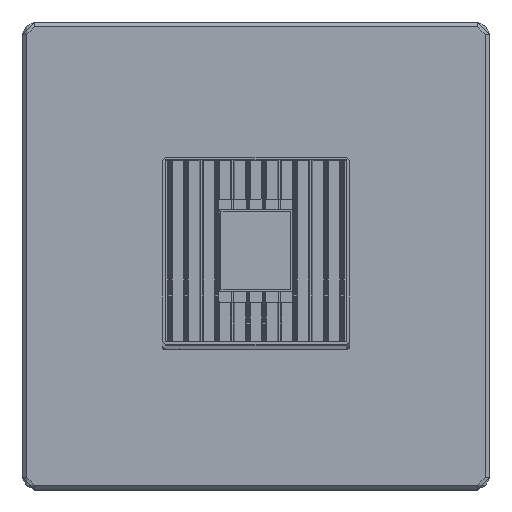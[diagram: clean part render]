
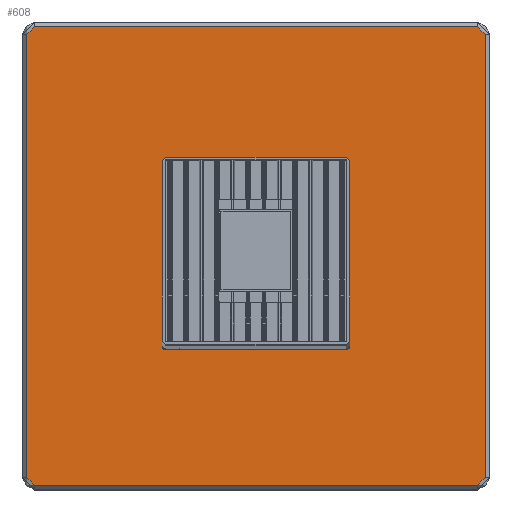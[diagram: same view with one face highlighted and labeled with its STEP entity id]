
A CAD part, top view. The second image highlights one B-rep face of the part: STEP entity #608.
In plain terms, the highlighted planar face has unit normal (0, 0, 1).
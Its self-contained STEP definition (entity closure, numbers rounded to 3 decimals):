
#608=ADVANCED_FACE($,(#1071),#6530,.T.);
#1071=FACE_OUTER_BOUND($,#1560,.T.);
#1560=EDGE_LOOP($,(#4035,#4036,#4037,#4038,#4039,#4040,#4041,#4042));
#4035=ORIENTED_EDGE($,*,*,#5376,.T.);
#4036=ORIENTED_EDGE($,*,*,#5380,.T.);
#4037=ORIENTED_EDGE($,*,*,#5384,.T.);
#4038=ORIENTED_EDGE($,*,*,#5387,.T.);
#4039=ORIENTED_EDGE($,*,*,#5386,.T.);
#4040=ORIENTED_EDGE($,*,*,#5382,.T.);
#4041=ORIENTED_EDGE($,*,*,#5378,.T.);
#4042=ORIENTED_EDGE($,*,*,#5374,.T.);
#5374=EDGE_CURVE($,#6231,#6215,#7975,.T.);
#5376=EDGE_CURVE($,#6215,#6232,#7666,.T.);
#5378=EDGE_CURVE($,#6233,#6231,#7667,.T.);
#5380=EDGE_CURVE($,#6232,#6234,#7979,.T.);
#5382=EDGE_CURVE($,#6235,#6233,#7981,.T.);
#5384=EDGE_CURVE($,#6234,#6236,#7668,.T.);
#5386=EDGE_CURVE($,#6237,#6235,#7669,.T.);
#5387=EDGE_CURVE($,#6236,#6237,#7984,.T.);
#6215=VERTEX_POINT($,#14435);
#6231=VERTEX_POINT($,#14451);
#6232=VERTEX_POINT($,#14452);
#6233=VERTEX_POINT($,#14453);
#6234=VERTEX_POINT($,#14454);
#6235=VERTEX_POINT($,#14455);
#6236=VERTEX_POINT($,#14456);
#6237=VERTEX_POINT($,#14457);
#6530=PLANE($,#8456);
#7666=B_SPLINE_CURVE_WITH_KNOTS($,1,(#14312,#14313),.UNSPECIFIED.,.F.,.F.,
(2,2),(0.,284.),.UNSPECIFIED.);
#7667=B_SPLINE_CURVE_WITH_KNOTS($,1,(#14317,#14318),.UNSPECIFIED.,.F.,.F.,
(2,2),(0.,284.),.UNSPECIFIED.);
#7668=B_SPLINE_CURVE_WITH_KNOTS($,1,(#14334,#14335),.UNSPECIFIED.,.F.,.F.,
(2,2),(0.,284.),.UNSPECIFIED.);
#7669=B_SPLINE_CURVE_WITH_KNOTS($,1,(#14339,#14340),.UNSPECIFIED.,.F.,.F.,
(2,2),(0.,284.),.UNSPECIFIED.);
#7975=(
BOUNDED_CURVE()
B_SPLINE_CURVE(2,(#14306,#14307,#14308),.UNSPECIFIED.,.F.,.F.)
B_SPLINE_CURVE_WITH_KNOTS((3,3),(0.,7.854),.UNSPECIFIED.)
CURVE()
GEOMETRIC_REPRESENTATION_ITEM()
RATIONAL_B_SPLINE_CURVE((1.,0.707,1.))
REPRESENTATION_ITEM($)
);
#7979=(
BOUNDED_CURVE()
B_SPLINE_CURVE(2,(#14322,#14323,#14324),.UNSPECIFIED.,.F.,.F.)
B_SPLINE_CURVE_WITH_KNOTS((3,3),(0.,7.854),.UNSPECIFIED.)
CURVE()
GEOMETRIC_REPRESENTATION_ITEM()
RATIONAL_B_SPLINE_CURVE((1.,0.707,1.))
REPRESENTATION_ITEM($)
);
#7981=(
BOUNDED_CURVE()
B_SPLINE_CURVE(2,(#14328,#14329,#14330),.UNSPECIFIED.,.F.,.F.)
B_SPLINE_CURVE_WITH_KNOTS((3,3),(0.,7.854),.UNSPECIFIED.)
CURVE()
GEOMETRIC_REPRESENTATION_ITEM()
RATIONAL_B_SPLINE_CURVE((1.,0.707,1.))
REPRESENTATION_ITEM($)
);
#7984=(
BOUNDED_CURVE()
B_SPLINE_CURVE(2,(#14341,#14342,#14343),.UNSPECIFIED.,.F.,.F.)
B_SPLINE_CURVE_WITH_KNOTS((3,3),(0.,7.854),.UNSPECIFIED.)
CURVE()
GEOMETRIC_REPRESENTATION_ITEM()
RATIONAL_B_SPLINE_CURVE((1.,0.707,1.))
REPRESENTATION_ITEM($)
);
#8456=AXIS2_PLACEMENT_3D($,#14345,#8770,$);
#8770=DIRECTION($,(0.,0.,1.));
#14306=CARTESIAN_POINT($,(3.,8.,50.6));
#14307=CARTESIAN_POINT($,(3.,3.,50.6));
#14308=CARTESIAN_POINT($,(8.,3.,50.6));
#14312=CARTESIAN_POINT($,(8.,3.,50.6));
#14313=CARTESIAN_POINT($,(292.,3.,50.6));
#14317=CARTESIAN_POINT($,(3.,292.,50.6));
#14318=CARTESIAN_POINT($,(3.,8.,50.6));
#14322=CARTESIAN_POINT($,(292.,3.,50.6));
#14323=CARTESIAN_POINT($,(297.,3.,50.6));
#14324=CARTESIAN_POINT($,(297.,8.,50.6));
#14328=CARTESIAN_POINT($,(8.,297.,50.6));
#14329=CARTESIAN_POINT($,(3.,297.,50.6));
#14330=CARTESIAN_POINT($,(3.,292.,50.6));
#14334=CARTESIAN_POINT($,(297.,8.,50.6));
#14335=CARTESIAN_POINT($,(297.,292.,50.6));
#14339=CARTESIAN_POINT($,(292.,297.,50.6));
#14340=CARTESIAN_POINT($,(8.,297.,50.6));
#14341=CARTESIAN_POINT($,(297.,292.,50.6));
#14342=CARTESIAN_POINT($,(297.,297.,50.6));
#14343=CARTESIAN_POINT($,(292.,297.,50.6));
#14345=CARTESIAN_POINT($,(3.,297.,50.6));
#14435=CARTESIAN_POINT($,(8.,3.,50.6));
#14451=CARTESIAN_POINT($,(3.,8.,50.6));
#14452=CARTESIAN_POINT($,(292.,3.,50.6));
#14453=CARTESIAN_POINT($,(3.,292.,50.6));
#14454=CARTESIAN_POINT($,(297.,8.,50.6));
#14455=CARTESIAN_POINT($,(8.,297.,50.6));
#14456=CARTESIAN_POINT($,(297.,292.,50.6));
#14457=CARTESIAN_POINT($,(292.,297.,50.6));
